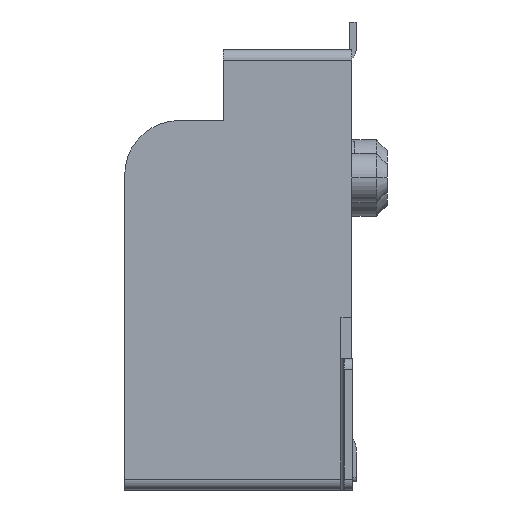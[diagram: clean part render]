
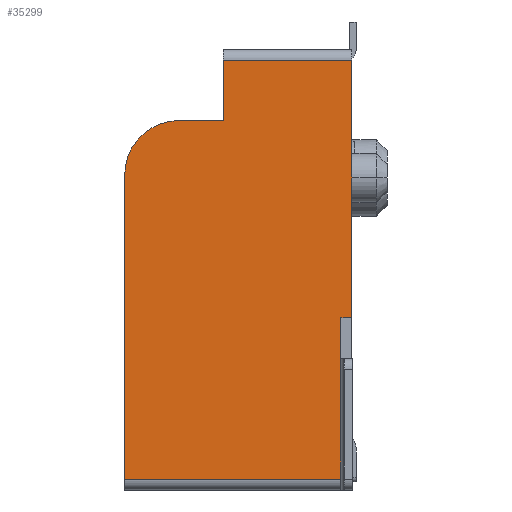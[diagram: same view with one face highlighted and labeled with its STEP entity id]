
A CAD part, left-side view. The second image highlights one B-rep face of the part: STEP entity #35299.
In plain terms, the highlighted planar face has unit normal (-1, 0, 0).
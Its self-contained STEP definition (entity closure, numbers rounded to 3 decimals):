
#2987=DIRECTION('',(0.,0.,-1.));
#2988=VECTOR('',#2987,1.1);
#2989=CARTESIAN_POINT('',(-11.,2.4,3.9));
#2990=LINE('',#2989,#2988);
#7143=DIRECTION('',(0.,0.,1.));
#7144=VECTOR('',#7143,2.15);
#7145=CARTESIAN_POINT('',(-11.,0.05,1.75));
#7146=LINE('',#7145,#7144);
#7205=DIRECTION('',(0.,0.,1.));
#7206=VECTOR('',#7205,2.55);
#7207=CARTESIAN_POINT('',(-11.,0.05,-0.8));
#7208=LINE('',#7207,#7206);
#7239=CARTESIAN_POINT('',(-11.,3.2,1.8));
#7240=DIRECTION('',(1.,0.,0.));
#7241=DIRECTION('',(0.,1.,0.));
#7242=AXIS2_PLACEMENT_3D('',#7239,#7240,#7241);
#7244=DIRECTION('',(0.,1.,0.));
#7245=VECTOR('',#7244,0.2);
#7246=CARTESIAN_POINT('',(-11.,0.05,-0.8));
#7247=LINE('',#7246,#7245);
#7405=DIRECTION('',(0.,0.,1.));
#7406=VECTOR('',#7405,2.95);
#7407=CARTESIAN_POINT('',(-11.,0.25,-3.75));
#7408=LINE('',#7407,#7406);
#10732=DIRECTION('',(0.,1.,0.));
#10733=VECTOR('',#10732,0.8);
#10734=CARTESIAN_POINT('',(-11.,2.4,2.8));
#10735=LINE('',#10734,#10733);
#10758=DIRECTION('',(0.,0.,-1.));
#10759=VECTOR('',#10758,5.55);
#10760=CARTESIAN_POINT('',(-11.,4.2,1.8));
#10761=LINE('',#10760,#10759);
#10836=DIRECTION('',(0.,-1.,0.));
#10837=VECTOR('',#10836,3.95);
#10838=CARTESIAN_POINT('',(-11.,4.2,-3.75));
#10839=LINE('',#10838,#10837);
#15556=DIRECTION('',(0.,1.,0.));
#15557=VECTOR('',#15556,2.35);
#15558=CARTESIAN_POINT('',(-11.,0.05,3.9));
#15559=LINE('',#15558,#15557);
#19851=CARTESIAN_POINT('',(-11.,2.4,3.9));
#19853=VERTEX_POINT('',#19851);
#19854=CARTESIAN_POINT('',(-11.,2.4,2.8));
#19855=VERTEX_POINT('',#19854);
#20142=CARTESIAN_POINT('',(-11.,3.2,2.8));
#20143=VERTEX_POINT('',#20142);
#20144=CARTESIAN_POINT('',(-11.,0.25,-3.75));
#20145=CARTESIAN_POINT('',(-11.,0.25,-0.8));
#20146=VERTEX_POINT('',#20144);
#20147=VERTEX_POINT('',#20145);
#20148=CARTESIAN_POINT('',(-11.,4.2,-3.75));
#20149=VERTEX_POINT('',#20148);
#20150=CARTESIAN_POINT('',(-11.,4.2,1.8));
#20151=VERTEX_POINT('',#20150);
#20152=CARTESIAN_POINT('',(-11.,0.05,3.9));
#20153=VERTEX_POINT('',#20152);
#20154=CARTESIAN_POINT('',(-11.,0.05,1.75));
#20155=VERTEX_POINT('',#20154);
#20156=CARTESIAN_POINT('',(-11.,0.05,-0.8));
#20157=VERTEX_POINT('',#20156);
#35275=CARTESIAN_POINT('',(-11.,2.125,0.075));
#35276=DIRECTION('',(1.,0.,0.));
#35277=DIRECTION('',(0.,0.,-1.));
#35278=AXIS2_PLACEMENT_3D('',#35275,#35276,#35277);
#35279=PLANE('',#35278);
#35281=ORIENTED_EDGE('',*,*,#35280,.F.);
#35283=ORIENTED_EDGE('',*,*,#35282,.F.);
#35285=ORIENTED_EDGE('',*,*,#35284,.F.);
#35287=ORIENTED_EDGE('',*,*,#35286,.T.);
#35289=ORIENTED_EDGE('',*,*,#35288,.F.);
#35290=ORIENTED_EDGE('',*,*,#29211,.F.);
#35292=ORIENTED_EDGE('',*,*,#35291,.F.);
#35293=ORIENTED_EDGE('',*,*,#35223,.F.);
#35294=ORIENTED_EDGE('',*,*,#35254,.F.);
#35296=ORIENTED_EDGE('',*,*,#35295,.T.);
#35297=EDGE_LOOP('',(#35281,#35283,#35285,#35287,#35289,#35290,#35292,#35293,
#35294,#35296));
#35298=FACE_OUTER_BOUND('',#35297,.F.);
#35299=ADVANCED_FACE('',(#35298),#35279,.F.);
#7243=CIRCLE('',#7242,1.);
#29211=EDGE_CURVE('',#19853,#19855,#2990,.T.);
#35223=EDGE_CURVE('',#20155,#20153,#7146,.T.);
#35254=EDGE_CURVE('',#20157,#20155,#7208,.T.);
#35280=EDGE_CURVE('',#20146,#20147,#7408,.T.);
#35282=EDGE_CURVE('',#20149,#20146,#10839,.T.);
#35284=EDGE_CURVE('',#20151,#20149,#10761,.T.);
#35286=EDGE_CURVE('',#20151,#20143,#7243,.T.);
#35288=EDGE_CURVE('',#19855,#20143,#10735,.T.);
#35291=EDGE_CURVE('',#20153,#19853,#15559,.T.);
#35295=EDGE_CURVE('',#20157,#20147,#7247,.T.);
